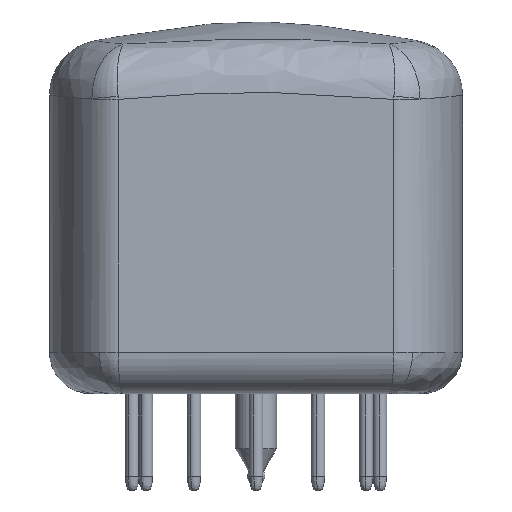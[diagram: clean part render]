
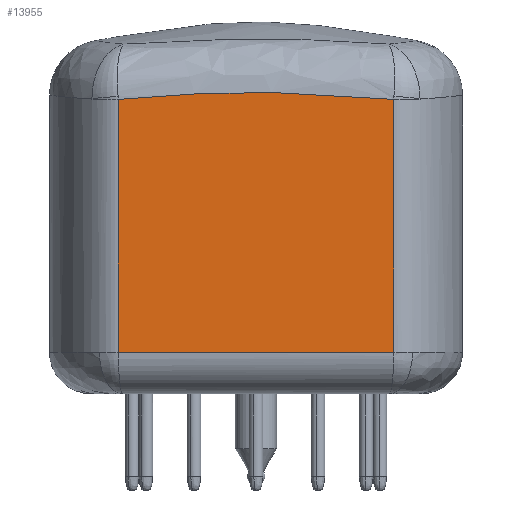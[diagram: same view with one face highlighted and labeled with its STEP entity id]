
A CAD part, left-side view. The second image highlights one B-rep face of the part: STEP entity #13955.
In plain terms, the highlighted planar face has unit normal (-1, 0, 0).
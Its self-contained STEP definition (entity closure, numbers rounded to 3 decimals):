
#13892 = VERTEX_POINT('',#13893);
#13893 = CARTESIAN_POINT('',(-10.,10.,21.371));
#13900 = EDGE_CURVE('',#13892,#13901,#13903,.T.);
#13901 = VERTEX_POINT('',#13902);
#13902 = CARTESIAN_POINT('',(-10.,10.,3.));
#13903 = LINE('',#13904,#13905);
#13904 = CARTESIAN_POINT('',(-10.,10.,25.));
#13905 = VECTOR('',#13906,1.);
#13906 = DIRECTION('',(-0.,-0.,-1.));
#13955 = ADVANCED_FACE('',(#13956),#13984,.F.);
#13956 = FACE_BOUND('',#13957,.T.);
#13957 = EDGE_LOOP('',(#13958,#13959,#13967,#13975));
#13958 = ORIENTED_EDGE('',*,*,#13900,.T.);
#13959 = ORIENTED_EDGE('',*,*,#13960,.T.);
#13960 = EDGE_CURVE('',#13901,#13961,#13963,.T.);
#13961 = VERTEX_POINT('',#13962);
#13962 = CARTESIAN_POINT('',(-10.,-10.,3.));
#13963 = LINE('',#13964,#13965);
#13964 = CARTESIAN_POINT('',(-10.,-10.,3.));
#13965 = VECTOR('',#13966,1.);
#13966 = DIRECTION('',(0.,-1.,0.));
#13967 = ORIENTED_EDGE('',*,*,#13968,.F.);
#13968 = EDGE_CURVE('',#13969,#13961,#13971,.T.);
#13969 = VERTEX_POINT('',#13970);
#13970 = CARTESIAN_POINT('',(-10.,-10.,21.375));
#13971 = LINE('',#13972,#13973);
#13972 = CARTESIAN_POINT('',(-10.,-10.,25.));
#13973 = VECTOR('',#13974,1.);
#13974 = DIRECTION('',(-0.,-0.,-1.));
#13975 = ORIENTED_EDGE('',*,*,#13976,.T.);
#13976 = EDGE_CURVE('',#13969,#13892,#13977,.T.);
#13977 = B_SPLINE_CURVE_WITH_KNOTS('',3,(#13978,#13979,#13980,#13981,
    #13982,#13983),.UNSPECIFIED.,.F.,.F.,(4,2,4),(0.,0.01,
    0.02),.UNSPECIFIED.);
#13978 = CARTESIAN_POINT('',(-10.,-10.,21.375));
#13979 = CARTESIAN_POINT('',(-10.,-6.674,21.681));
#13980 = CARTESIAN_POINT('',(-10.,-3.342,21.883));
#13981 = CARTESIAN_POINT('',(-10.,3.342,21.881));
#13982 = CARTESIAN_POINT('',(-10.,6.674,21.675));
#13983 = CARTESIAN_POINT('',(-10.,10.,21.371));
#13984 = PLANE('',#13985);
#13985 = AXIS2_PLACEMENT_3D('',#13986,#13987,#13988);
#13986 = CARTESIAN_POINT('',(-10.,10.,25.));
#13987 = DIRECTION('',(1.,0.,-0.));
#13988 = DIRECTION('',(-0.,0.,-1.));
